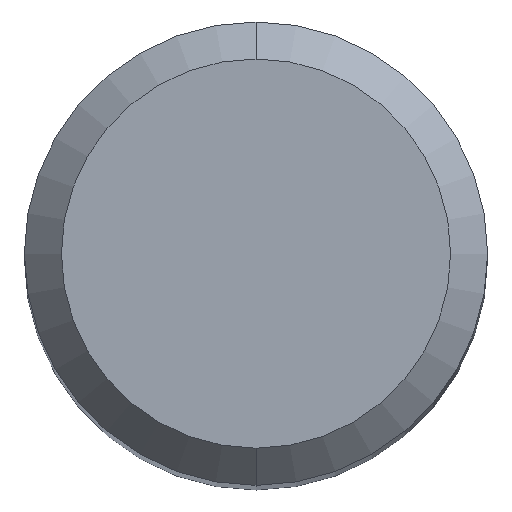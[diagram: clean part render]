
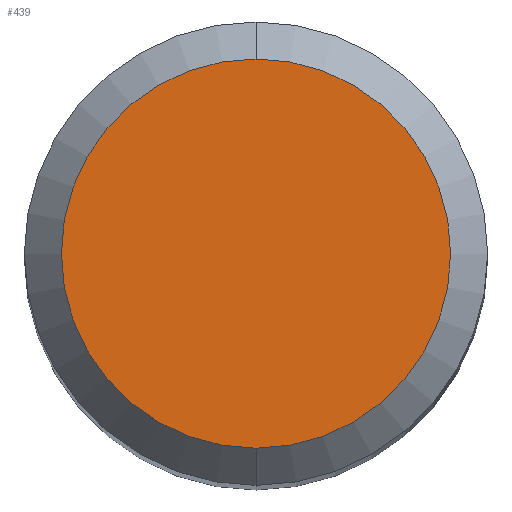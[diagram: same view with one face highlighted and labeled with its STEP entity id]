
A CAD part, top view. The second image highlights one B-rep face of the part: STEP entity #439.
In plain terms, the highlighted planar face has unit normal (0, 0, 1).
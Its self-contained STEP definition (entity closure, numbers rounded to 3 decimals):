
#271=EDGE_CURVE('',#547,#433,#662,.T.);
#409=EDGE_CURVE('',#433,#547,#817,.T.);
#433=VERTEX_POINT('',#843);
#439=ADVANCED_FACE('',(#849),#850,.T.);
#547=VERTEX_POINT('',#967);
#662=CIRCLE('',#1148,2.1);
#817=CIRCLE('',#1487,2.1);
#843=CARTESIAN_POINT('',(0.,-2.1,0.0));
#849=FACE_OUTER_BOUND('',#1541,.T.);
#850=PLANE('',#1542);
#967=CARTESIAN_POINT('',(0.0,2.1,0.0));
#1148=AXIS2_PLACEMENT_3D('',#1830,#1831,#1832);
#1487=AXIS2_PLACEMENT_3D('',#2015,#2016,#2017);
#1541=EDGE_LOOP('',(#2045,#2046));
#1542=AXIS2_PLACEMENT_3D('',#2047,#2048,#2049);
#1830=CARTESIAN_POINT('',(0.0,0.0,0.0));
#1831=DIRECTION('',(0.0,0.0,-1.0));
#1832=DIRECTION('',(0.0,1.0,0.0));
#2015=CARTESIAN_POINT('',(0.0,0.0,0.0));
#2016=DIRECTION('',(0.0,0.0,-1.0));
#2017=DIRECTION('',(0.0,1.0,0.0));
#2045=ORIENTED_EDGE('',*,*,#271,.F.);
#2046=ORIENTED_EDGE('',*,*,#409,.F.);
#2047=CARTESIAN_POINT('',(0.0,1.05,0.0));
#2048=DIRECTION('',(-0.0,0.0,1.0));
#2049=DIRECTION('',(0.0,-1.0,0.0));
